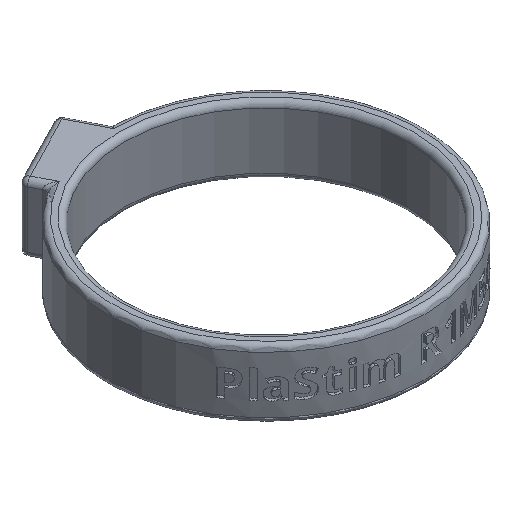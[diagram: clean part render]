
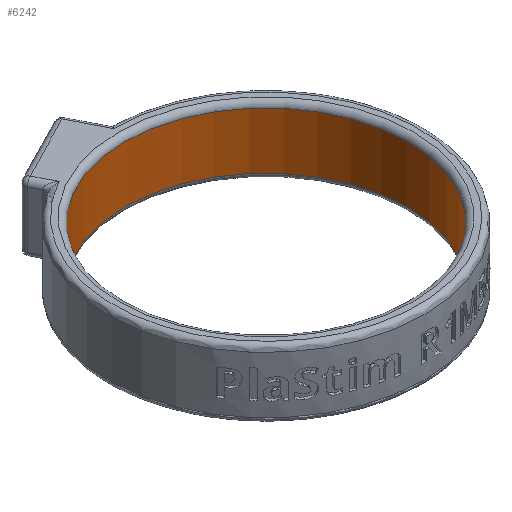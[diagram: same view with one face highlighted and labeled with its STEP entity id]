
A CAD part, isometric view. The second image highlights one B-rep face of the part: STEP entity #6242.
In plain terms, the highlighted cylindrical face has radius 25 mm (diameter 50 mm), a full revolution.
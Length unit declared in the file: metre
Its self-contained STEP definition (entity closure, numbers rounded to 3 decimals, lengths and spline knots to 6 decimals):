
#602=CYLINDRICAL_SURFACE('',#6647,0.025);
#674=CIRCLE('',#6644,0.025);
#675=CIRCLE('',#6646,0.025);
#832=ORIENTED_EDGE('',*,*,#2797,.T.);
#833=ORIENTED_EDGE('',*,*,#2800,.F.);
#2797=EDGE_CURVE('',#3782,#3782,#674,.T.);
#2800=EDGE_CURVE('',#3784,#3784,#675,.T.);
#3782=VERTEX_POINT('',#8427);
#3784=VERTEX_POINT('',#8433);
#5265=EDGE_LOOP('',(#832));
#5266=EDGE_LOOP('',(#833));
#5682=FACE_BOUND('',#5265,.T.);
#5683=FACE_BOUND('',#5266,.T.);
#6242=ADVANCED_FACE('',(#5682,#5683),#602,.F.);
#6644=AXIS2_PLACEMENT_3D('',#8426,#7109,#7110);
#6646=AXIS2_PLACEMENT_3D('',#8432,#7115,#7116);
#6647=AXIS2_PLACEMENT_3D('',#8434,#7117,#7118);
#7109=DIRECTION('',(0.,0.,1.));
#7110=DIRECTION('',(1.,0.,0.));
#7115=DIRECTION('',(0.,0.,1.));
#7116=DIRECTION('',(1.,0.,0.));
#7117=DIRECTION('',(0.,0.,-1.));
#7118=DIRECTION('',(-1.,0.,0.));
#8426=CARTESIAN_POINT('',(0.,0.,0.005));
#8427=CARTESIAN_POINT('',(0.025,0.,0.005));
#8432=CARTESIAN_POINT('',(0.,0.,-0.005));
#8433=CARTESIAN_POINT('',(0.025,0.,-0.005));
#8434=CARTESIAN_POINT('',(0.,0.,0.005));
